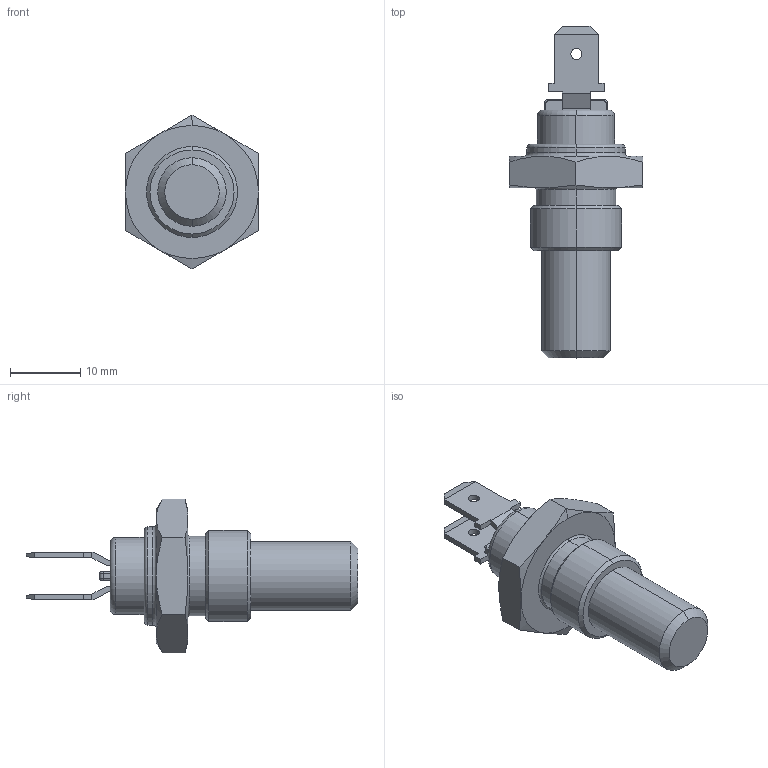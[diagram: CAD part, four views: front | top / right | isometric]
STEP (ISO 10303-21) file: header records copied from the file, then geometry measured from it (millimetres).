
FILE_DESCRIPTION (( 'STEP AP214' ), '1' );
FILE_NAME ('582.STEP', '2020-02-13T10:27:30', ( '' ), ( '' ), 'SwSTEP 2.0', 'SolidWorks 2019', '' );
FILE_SCHEMA (( 'AUTOMOTIVE_DESIGN' ));
Length unit declared in the file: millimetre
Products named in the file (1): 582
Bounding box: 19 x 47.4 x 21.94 mm (x, y, z)
Surface area: 2547.1 mm2 (no closed solid volume)
Topology: 0 solids, 5 shells, 200 faces, 610 edges, 406 vertices
Faces by surface type: plane 125, cylinder 24, cone 20, bspline 19, torus 12
Entity records: 9713 total; most frequent: CARTESIAN_POINT 2228, ORIENTED_EDGE 1060, DIRECTION 1002, EDGE_CURVE 610, LINE 442, VECTOR 442, VERTEX_POINT 406, AXIS2_PLACEMENT_3D 280
